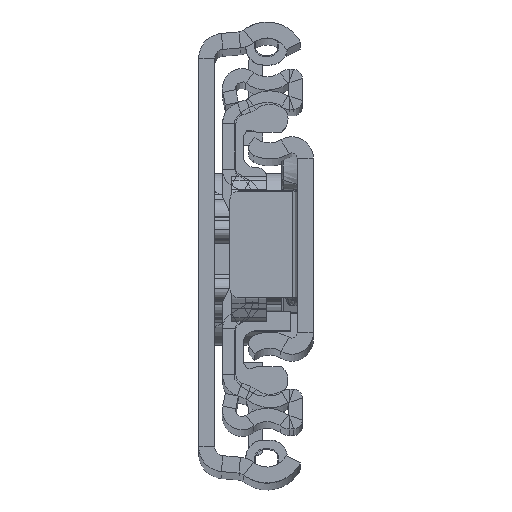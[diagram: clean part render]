
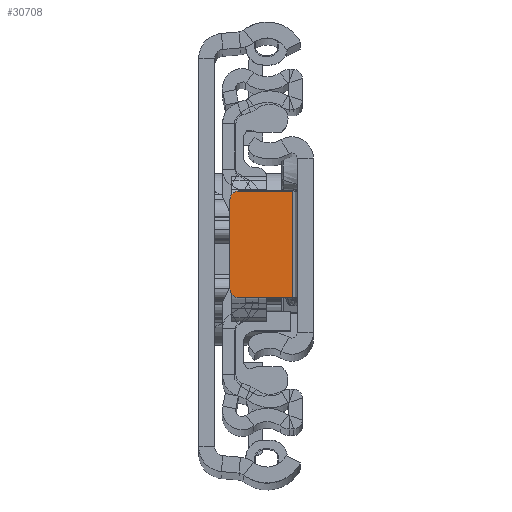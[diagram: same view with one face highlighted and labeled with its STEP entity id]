
A CAD part, top view. The second image highlights one B-rep face of the part: STEP entity #30708.
In plain terms, the highlighted planar face has unit normal (0, 0, 1).
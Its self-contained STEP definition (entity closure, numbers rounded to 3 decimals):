
#207 = CARTESIAN_POINT ( 'NONE',  ( -2.3, 6.151, -6.8 ) ) ;
#505 = ORIENTED_EDGE ( 'NONE', *, *, #4923, .F. ) ;
#1634 = DIRECTION ( 'NONE',  ( 0., 0., 1. ) ) ;
#3939 = VERTEX_POINT ( 'NONE', #28179 ) ;
#4923 = EDGE_CURVE ( 'NONE', #8400, #17821, #11923, .T. ) ;
#5770 = CIRCLE ( 'NONE', #21160, 1. ) ;
#6470 = ORIENTED_EDGE ( 'NONE', *, *, #7641, .F. ) ;
#6848 = AXIS2_PLACEMENT_3D ( 'NONE', #19705, #17206, #17371 ) ;
#7641 = EDGE_CURVE ( 'NONE', #24157, #12915, #9178, .T. ) ;
#8400 = VERTEX_POINT ( 'NONE', #26189 ) ;
#8641 = LINE ( 'NONE', #15662, #22681 ) ;
#9178 = LINE ( 'NONE', #11380, #22169 ) ;
#9283 = PLANE ( 'NONE',  #19967 ) ;
#9434 = CARTESIAN_POINT ( 'NONE',  ( -8.4, 6.151, -6.8 ) ) ;
#9558 = VECTOR ( 'NONE', #25926, 1000. ) ;
#9982 = DIRECTION ( 'NONE',  ( 1., 0., 0. ) ) ;
#11331 = FACE_OUTER_BOUND ( 'NONE', #15954, .T. ) ;
#11380 = CARTESIAN_POINT ( 'NONE',  ( -9.4, 6.151, -6.8 ) ) ;
#11923 = LINE ( 'NONE', #207, #9558 ) ;
#12915 = VERTEX_POINT ( 'NONE', #24053 ) ;
#15517 = DIRECTION ( 'NONE',  ( 1., 0., 0. ) ) ;
#15662 = CARTESIAN_POINT ( 'NONE',  ( -1.8, 6.151, -6.8 ) ) ;
#15846 = CARTESIAN_POINT ( 'NONE',  ( 0., 0., -6.8 ) ) ;
#15954 = EDGE_LOOP ( 'NONE', ( #6470, #18609, #23706, #505, #16996, #18143 ) ) ;
#16496 = EDGE_CURVE ( 'NONE', #24157, #3939, #5770, .T. ) ;
#16719 = EDGE_CURVE ( 'NONE', #17821, #3939, #23186, .T. ) ;
#16996 = ORIENTED_EDGE ( 'NONE', *, *, #25840, .F. ) ;
#17206 = DIRECTION ( 'NONE',  ( 0., 0., 1. ) ) ;
#17302 = CARTESIAN_POINT ( 'NONE',  ( -8.4, -4.849, -6.8 ) ) ;
#17371 = DIRECTION ( 'NONE',  ( 1., 0., 0. ) ) ;
#17821 = VERTEX_POINT ( 'NONE', #23562 ) ;
#18143 = ORIENTED_EDGE ( 'NONE', *, *, #27235, .T. ) ;
#18609 = ORIENTED_EDGE ( 'NONE', *, *, #16496, .T. ) ;
#19342 = DIRECTION ( 'NONE',  ( 0., 0., 1. ) ) ;
#19705 = CARTESIAN_POINT ( 'NONE',  ( -8.4, 5.151, -6.8 ) ) ;
#19967 = AXIS2_PLACEMENT_3D ( 'NONE', #15846, #1634, #20825 ) ;
#20825 = DIRECTION ( 'NONE',  ( 1., 0., 0. ) ) ;
#21160 = AXIS2_PLACEMENT_3D ( 'NONE', #17302, #19342, #9982 ) ;
#21676 = VECTOR ( 'NONE', #27987, 1000. ) ;
#21687 = CARTESIAN_POINT ( 'NONE',  ( -9.4, -4.849, -6.8 ) ) ;
#22169 = VECTOR ( 'NONE', #28329, 1000. ) ;
#22681 = VECTOR ( 'NONE', #15517, 1000. ) ;
#23186 = LINE ( 'NONE', #23642, #21676 ) ;
#23562 = CARTESIAN_POINT ( 'NONE',  ( -2.3, -5.849, -6.8 ) ) ;
#23642 = CARTESIAN_POINT ( 'NONE',  ( -9.4, -5.849, -6.8 ) ) ;
#23706 = ORIENTED_EDGE ( 'NONE', *, *, #16719, .F. ) ;
#24053 = CARTESIAN_POINT ( 'NONE',  ( -9.4, 5.151, -6.8 ) ) ;
#24157 = VERTEX_POINT ( 'NONE', #21687 ) ;
#24852 = VERTEX_POINT ( 'NONE', #9434 ) ;
#25840 = EDGE_CURVE ( 'NONE', #24852, #8400, #8641, .T. ) ;
#25926 = DIRECTION ( 'NONE',  ( 0., -1., 0. ) ) ;
#26189 = CARTESIAN_POINT ( 'NONE',  ( -2.3, 6.151, -6.8 ) ) ;
#27235 = EDGE_CURVE ( 'NONE', #24852, #12915, #29709, .T. ) ;
#27987 = DIRECTION ( 'NONE',  ( -1., 0., 0. ) ) ;
#28179 = CARTESIAN_POINT ( 'NONE',  ( -8.4, -5.849, -6.8 ) ) ;
#28329 = DIRECTION ( 'NONE',  ( 0., 1., 0. ) ) ;
#29709 = CIRCLE ( 'NONE', #6848, 1. ) ;
#30708 = ADVANCED_FACE ( 'NONE', ( #11331 ), #9283, .T. ) ;
